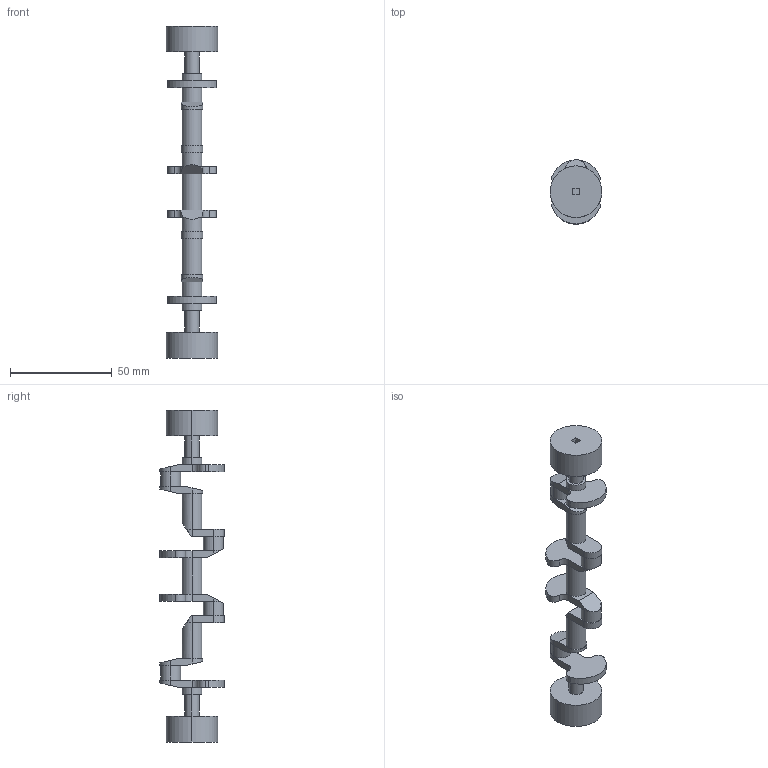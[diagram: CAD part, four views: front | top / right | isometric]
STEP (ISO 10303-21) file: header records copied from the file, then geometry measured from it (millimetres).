
FILE_DESCRIPTION (( 'STEP AP214' ), '1' );
FILE_NAME ('Crankshaft.STEP', '2023-04-01T05:29:28', ( '' ), ( '' ), 'SwSTEP 2.0', 'SolidWorks 2022', '' );
FILE_SCHEMA (( 'AUTOMOTIVE_DESIGN' ));
Length unit declared in the file: inch
Products named in the file (1): Crankshaft
Bounding box: 25.4 x 31.5 x 163.25 mm (x, y, z)
Volume: 28098.7 mm3; surface area: 12754.9 mm2
Topology: 1 solids, 1 shells, 119 faces, 300 edges, 200 vertices
Faces by surface type: cylinder 66, plane 53
Entity records: 3712 total; most frequent: CARTESIAN_POINT 674, DIRECTION 648, ORIENTED_EDGE 600, EDGE_CURVE 300, AXIS2_PLACEMENT_3D 246, VERTEX_POINT 200, VECTOR 156, LINE 156
